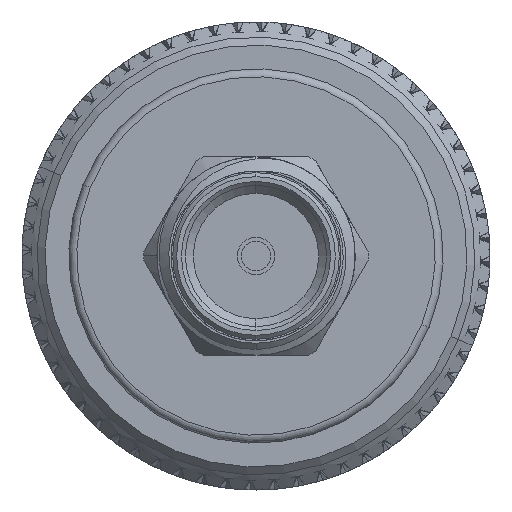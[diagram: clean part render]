
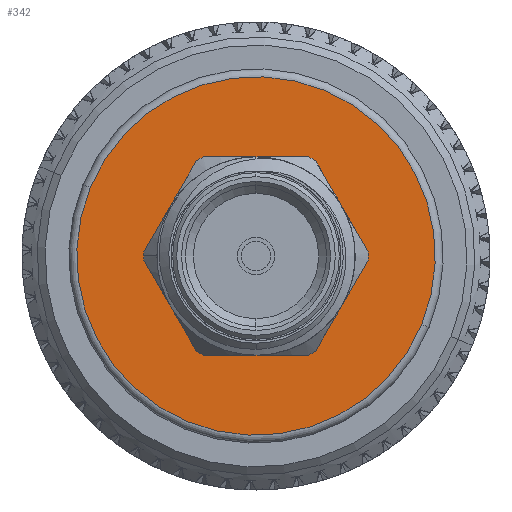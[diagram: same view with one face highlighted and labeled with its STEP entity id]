
A CAD part, left-side view. The second image highlights one B-rep face of the part: STEP entity #342.
In plain terms, the highlighted face is planar.
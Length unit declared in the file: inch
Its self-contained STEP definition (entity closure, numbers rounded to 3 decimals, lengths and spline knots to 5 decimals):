
#342 = ADVANCED_FACE ( 'NONE', ( #37185, #42816 ), #87455, .T. ) ;
#4046 = EDGE_LOOP ( 'NONE', ( #43485, #92461 ) ) ;
#5502 = CARTESIAN_POINT ( 'NONE',  ( 0.6265, 0., 0. ) ) ;
#12845 = DIRECTION ( 'NONE',  ( 0., 0., -1. ) ) ;
#16718 = CARTESIAN_POINT ( 'NONE',  ( 0.6265, 0., -0.10325 ) ) ;
#16795 = EDGE_CURVE ( 'NONE', #35283, #92438, #75944, .T. ) ;
#22413 = DIRECTION ( 'NONE',  ( 1., 0., 0. ) ) ;
#24083 = AXIS2_PLACEMENT_3D ( 'NONE', #28129, #35468, #64796 ) ;
#24098 = CIRCLE ( 'NONE', #70114, 0.10325 ) ;
#24502 = VERTEX_POINT ( 'NONE', #38201 ) ;
#25107 = DIRECTION ( 'NONE',  ( 0., 0., -1. ) ) ;
#28129 = CARTESIAN_POINT ( 'NONE',  ( 0.6265, 0., 0. ) ) ;
#29073 = AXIS2_PLACEMENT_3D ( 'NONE', #49515, #71305, #62036 ) ;
#32748 = CARTESIAN_POINT ( 'NONE',  ( 0.6265, 0., -0.226 ) ) ;
#33392 = EDGE_CURVE ( 'NONE', #56481, #24502, #71288, .T. ) ;
#33496 = EDGE_CURVE ( 'NONE', #92438, #35283, #51785, .T. ) ;
#35283 = VERTEX_POINT ( 'NONE', #32748 ) ;
#35468 = DIRECTION ( 'NONE',  ( 1., 0., 0. ) ) ;
#37185 = FACE_BOUND ( 'NONE', #4046, .T. ) ;
#38201 = CARTESIAN_POINT ( 'NONE',  ( 0.6265, 0., 0.10325 ) ) ;
#38787 = EDGE_LOOP ( 'NONE', ( #49057, #79140 ) ) ;
#39140 = CARTESIAN_POINT ( 'NONE',  ( 0.6265, 0., 0. ) ) ;
#41194 = AXIS2_PLACEMENT_3D ( 'NONE', #5502, #56594, #12845 ) ;
#42816 = FACE_OUTER_BOUND ( 'NONE', #38787, .T. ) ;
#42839 = CARTESIAN_POINT ( 'NONE',  ( 0.6265, 0., 0. ) ) ;
#43485 = ORIENTED_EDGE ( 'NONE', *, *, #33392, .T. ) ;
#43782 = DIRECTION ( 'NONE',  ( 0., 0., -1. ) ) ;
#49057 = ORIENTED_EDGE ( 'NONE', *, *, #16795, .T. ) ;
#49515 = CARTESIAN_POINT ( 'NONE',  ( 0.6265, 0., 0. ) ) ;
#51620 = AXIS2_PLACEMENT_3D ( 'NONE', #42839, #22413, #43782 ) ;
#51785 = CIRCLE ( 'NONE', #51620, 0.226 ) ;
#51808 = CARTESIAN_POINT ( 'NONE',  ( 0.6265, 0., 0.226 ) ) ;
#53762 = DIRECTION ( 'NONE',  ( -1., 0., 0. ) ) ;
#54317 = EDGE_CURVE ( 'NONE', #24502, #56481, #24098, .T. ) ;
#56481 = VERTEX_POINT ( 'NONE', #16718 ) ;
#56594 = DIRECTION ( 'NONE',  ( 1., 0., 0. ) ) ;
#62036 = DIRECTION ( 'NONE',  ( 0., 0., -1. ) ) ;
#64796 = DIRECTION ( 'NONE',  ( 0., 0., -1. ) ) ;
#70114 = AXIS2_PLACEMENT_3D ( 'NONE', #39140, #53762, #25107 ) ;
#71288 = CIRCLE ( 'NONE', #29073, 0.10325 ) ;
#71305 = DIRECTION ( 'NONE',  ( -1., 0., 0. ) ) ;
#75944 = CIRCLE ( 'NONE', #41194, 0.226 ) ;
#79140 = ORIENTED_EDGE ( 'NONE', *, *, #33496, .T. ) ;
#87455 = PLANE ( 'NONE',  #24083 ) ;
#92438 = VERTEX_POINT ( 'NONE', #51808 ) ;
#92461 = ORIENTED_EDGE ( 'NONE', *, *, #54317, .T. ) ;
